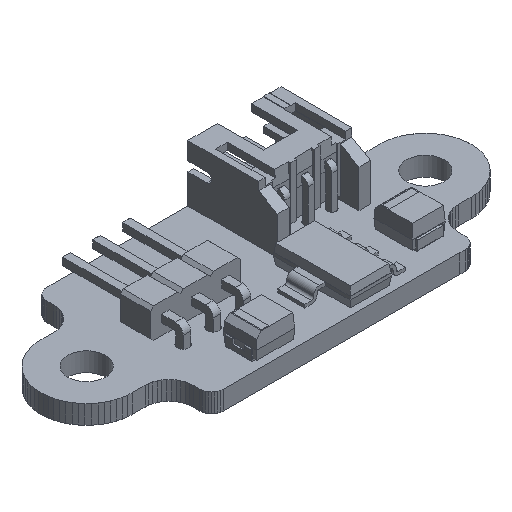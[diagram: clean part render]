
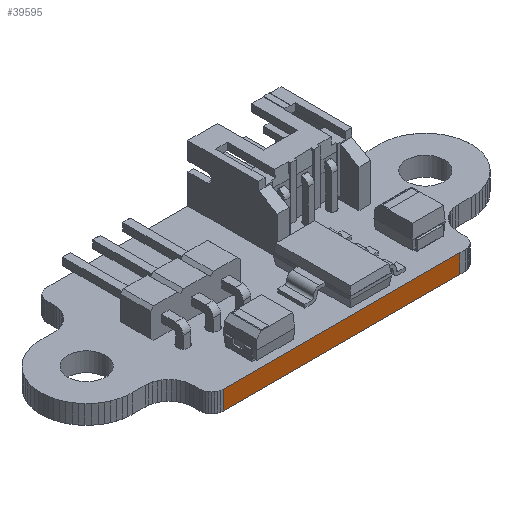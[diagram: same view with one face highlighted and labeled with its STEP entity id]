
A CAD part, isometric view. The second image highlights one B-rep face of the part: STEP entity #39595.
In plain terms, the highlighted planar face has unit normal (0, -1, 0).
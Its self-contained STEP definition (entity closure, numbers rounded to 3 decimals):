
#27502 = PLANE('',#27503);
#27503 = AXIS2_PLACEMENT_3D('',#27504,#27505,#27506);
#27504 = CARTESIAN_POINT('',(152.4,-111.125,1.6));
#27505 = DIRECTION('',(-0.,-0.,-1.));
#27506 = DIRECTION('',(-1.,0.,0.));
#27556 = PLANE('',#27557);
#27557 = AXIS2_PLACEMENT_3D('',#27558,#27559,#27560);
#27558 = CARTESIAN_POINT('',(152.4,-111.125,0.));
#27559 = DIRECTION('',(-0.,-0.,-1.));
#27560 = DIRECTION('',(-1.,0.,0.));
#29681 = VERTEX_POINT('',#29682);
#29682 = CARTESIAN_POINT('',(162.192,-118.605,0.));
#29696 = PLANE('',#29697);
#29697 = AXIS2_PLACEMENT_3D('',#29698,#29699,#29700);
#29698 = CARTESIAN_POINT('',(162.649,-118.605,0.));
#29699 = DIRECTION('',(0.,-1.,0.));
#29700 = DIRECTION('',(-1.,0.,0.));
#29708 = EDGE_CURVE('',#29681,#29709,#29711,.T.);
#29709 = VERTEX_POINT('',#29710);
#29710 = CARTESIAN_POINT('',(142.151,-118.605,0.));
#29711 = SURFACE_CURVE('',#29712,(#29716,#29723),.PCURVE_S1.);
#29712 = LINE('',#29713,#29714);
#29713 = CARTESIAN_POINT('',(162.192,-118.605,0.));
#29714 = VECTOR('',#29715,1.);
#29715 = DIRECTION('',(-1.,0.,0.));
#29716 = PCURVE('',#27556,#29717);
#29717 = DEFINITIONAL_REPRESENTATION('',(#29718),#29722);
#29718 = LINE('',#29719,#29720);
#29719 = CARTESIAN_POINT('',(-9.792,-7.48));
#29720 = VECTOR('',#29721,1.);
#29721 = DIRECTION('',(1.,0.));
#29722 = ( GEOMETRIC_REPRESENTATION_CONTEXT(2) 
PARAMETRIC_REPRESENTATION_CONTEXT() REPRESENTATION_CONTEXT('2D SPACE',''
  ) );
#29723 = PCURVE('',#29724,#29729);
#29724 = PLANE('',#29725);
#29725 = AXIS2_PLACEMENT_3D('',#29726,#29727,#29728);
#29726 = CARTESIAN_POINT('',(162.192,-118.605,0.));
#29727 = DIRECTION('',(0.,-1.,0.));
#29728 = DIRECTION('',(-1.,0.,0.));
#29729 = DEFINITIONAL_REPRESENTATION('',(#29730),#29734);
#29730 = LINE('',#29731,#29732);
#29731 = CARTESIAN_POINT('',(0.,-0.));
#29732 = VECTOR('',#29733,1.);
#29733 = DIRECTION('',(1.,0.));
#29734 = ( GEOMETRIC_REPRESENTATION_CONTEXT(2) 
PARAMETRIC_REPRESENTATION_CONTEXT() REPRESENTATION_CONTEXT('2D SPACE',''
  ) );
#29752 = PLANE('',#29753);
#29753 = AXIS2_PLACEMENT_3D('',#29754,#29755,#29756);
#29754 = CARTESIAN_POINT('',(142.151,-118.605,0.));
#29755 = DIRECTION('',(-0.098,-0.995,0.));
#29756 = DIRECTION('',(-0.995,0.098,0.));
#33726 = VERTEX_POINT('',#33727);
#33727 = CARTESIAN_POINT('',(162.192,-118.605,1.6));
#33748 = EDGE_CURVE('',#33726,#33749,#33751,.T.);
#33749 = VERTEX_POINT('',#33750);
#33750 = CARTESIAN_POINT('',(142.151,-118.605,1.6));
#33751 = SURFACE_CURVE('',#33752,(#33756,#33763),.PCURVE_S1.);
#33752 = LINE('',#33753,#33754);
#33753 = CARTESIAN_POINT('',(162.192,-118.605,1.6));
#33754 = VECTOR('',#33755,1.);
#33755 = DIRECTION('',(-1.,0.,0.));
#33756 = PCURVE('',#27502,#33757);
#33757 = DEFINITIONAL_REPRESENTATION('',(#33758),#33762);
#33758 = LINE('',#33759,#33760);
#33759 = CARTESIAN_POINT('',(-9.792,-7.48));
#33760 = VECTOR('',#33761,1.);
#33761 = DIRECTION('',(1.,0.));
#33762 = ( GEOMETRIC_REPRESENTATION_CONTEXT(2) 
PARAMETRIC_REPRESENTATION_CONTEXT() REPRESENTATION_CONTEXT('2D SPACE',''
  ) );
#33763 = PCURVE('',#29724,#33764);
#33764 = DEFINITIONAL_REPRESENTATION('',(#33765),#33769);
#33765 = LINE('',#33766,#33767);
#33766 = CARTESIAN_POINT('',(0.,-1.6));
#33767 = VECTOR('',#33768,1.);
#33768 = DIRECTION('',(1.,0.));
#33769 = ( GEOMETRIC_REPRESENTATION_CONTEXT(2) 
PARAMETRIC_REPRESENTATION_CONTEXT() REPRESENTATION_CONTEXT('2D SPACE',''
  ) );
#39547 = EDGE_CURVE('',#29681,#33726,#39548,.T.);
#39548 = SURFACE_CURVE('',#39549,(#39553,#39560),.PCURVE_S1.);
#39549 = LINE('',#39550,#39551);
#39550 = CARTESIAN_POINT('',(162.192,-118.605,0.));
#39551 = VECTOR('',#39552,1.);
#39552 = DIRECTION('',(0.,0.,1.));
#39553 = PCURVE('',#29696,#39554);
#39554 = DEFINITIONAL_REPRESENTATION('',(#39555),#39559);
#39555 = LINE('',#39556,#39557);
#39556 = CARTESIAN_POINT('',(0.457,0.));
#39557 = VECTOR('',#39558,1.);
#39558 = DIRECTION('',(0.,-1.));
#39559 = ( GEOMETRIC_REPRESENTATION_CONTEXT(2) 
PARAMETRIC_REPRESENTATION_CONTEXT() REPRESENTATION_CONTEXT('2D SPACE',''
  ) );
#39560 = PCURVE('',#29724,#39561);
#39561 = DEFINITIONAL_REPRESENTATION('',(#39562),#39566);
#39562 = LINE('',#39563,#39564);
#39563 = CARTESIAN_POINT('',(0.,-0.));
#39564 = VECTOR('',#39565,1.);
#39565 = DIRECTION('',(0.,-1.));
#39566 = ( GEOMETRIC_REPRESENTATION_CONTEXT(2) 
PARAMETRIC_REPRESENTATION_CONTEXT() REPRESENTATION_CONTEXT('2D SPACE',''
  ) );
#39595 = ADVANCED_FACE('',(#39596),#29724,.T.);
#39596 = FACE_BOUND('',#39597,.T.);
#39597 = EDGE_LOOP('',(#39598,#39599,#39600,#39621));
#39598 = ORIENTED_EDGE('',*,*,#39547,.T.);
#39599 = ORIENTED_EDGE('',*,*,#33748,.T.);
#39600 = ORIENTED_EDGE('',*,*,#39601,.F.);
#39601 = EDGE_CURVE('',#29709,#33749,#39602,.T.);
#39602 = SURFACE_CURVE('',#39603,(#39607,#39614),.PCURVE_S1.);
#39603 = LINE('',#39604,#39605);
#39604 = CARTESIAN_POINT('',(142.151,-118.605,0.));
#39605 = VECTOR('',#39606,1.);
#39606 = DIRECTION('',(0.,0.,1.));
#39607 = PCURVE('',#29724,#39608);
#39608 = DEFINITIONAL_REPRESENTATION('',(#39609),#39613);
#39609 = LINE('',#39610,#39611);
#39610 = CARTESIAN_POINT('',(20.041,0.));
#39611 = VECTOR('',#39612,1.);
#39612 = DIRECTION('',(0.,-1.));
#39613 = ( GEOMETRIC_REPRESENTATION_CONTEXT(2) 
PARAMETRIC_REPRESENTATION_CONTEXT() REPRESENTATION_CONTEXT('2D SPACE',''
  ) );
#39614 = PCURVE('',#29752,#39615);
#39615 = DEFINITIONAL_REPRESENTATION('',(#39616),#39620);
#39616 = LINE('',#39617,#39618);
#39617 = CARTESIAN_POINT('',(0.,0.));
#39618 = VECTOR('',#39619,1.);
#39619 = DIRECTION('',(0.,-1.));
#39620 = ( GEOMETRIC_REPRESENTATION_CONTEXT(2) 
PARAMETRIC_REPRESENTATION_CONTEXT() REPRESENTATION_CONTEXT('2D SPACE',''
  ) );
#39621 = ORIENTED_EDGE('',*,*,#29708,.F.);
